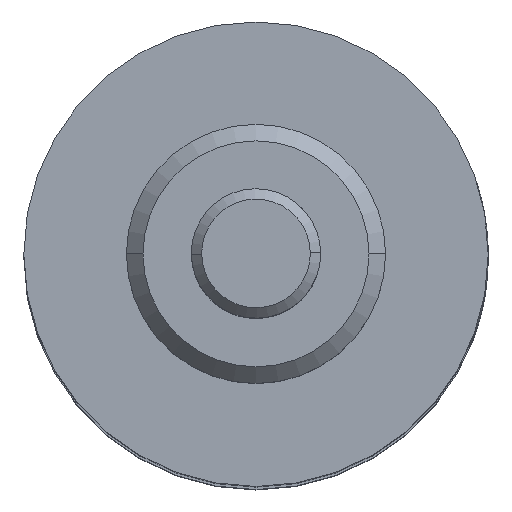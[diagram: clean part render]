
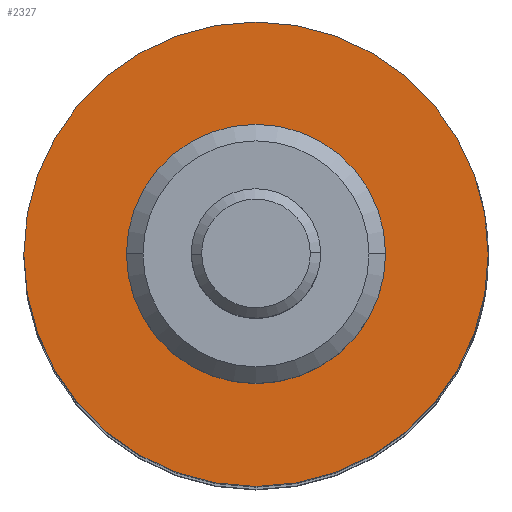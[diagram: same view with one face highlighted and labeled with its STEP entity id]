
A CAD part, top view. The second image highlights one B-rep face of the part: STEP entity #2327.
In plain terms, the highlighted face is planar.
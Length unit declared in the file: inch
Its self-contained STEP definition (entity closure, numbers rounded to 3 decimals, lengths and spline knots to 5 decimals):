
#62 = CIRCLE ( 'NONE', #2699, 0.56 ) ;
#195 = ORIENTED_EDGE ( 'NONE', *, *, #1395, .F. ) ;
#308 = VERTEX_POINT ( 'NONE', #1741 ) ;
#357 = AXIS2_PLACEMENT_3D ( 'NONE', #1991, #622, #2229 ) ;
#404 = DIRECTION ( 'NONE',  ( -1., 0., 0. ) ) ;
#406 = AXIS2_PLACEMENT_3D ( 'NONE', #2284, #906, #2518 ) ;
#547 = EDGE_CURVE ( 'NONE', #815, #962, #2075, .T. ) ;
#622 = DIRECTION ( 'NONE',  ( -1., 0., 0. ) ) ;
#635 = FACE_OUTER_BOUND ( 'NONE', #1909, .T. ) ;
#718 = PLANE ( 'NONE',  #2161 ) ;
#736 = EDGE_CURVE ( 'NONE', #1553, #308, #62, .T. ) ;
#745 = CARTESIAN_POINT ( 'NONE',  ( 0.62, 0., 0. ) ) ;
#786 = ORIENTED_EDGE ( 'NONE', *, *, #2662, .T. ) ;
#815 = VERTEX_POINT ( 'NONE', #1697 ) ;
#906 = DIRECTION ( 'NONE',  ( -1., 0., 0. ) ) ;
#951 = DIRECTION ( 'NONE',  ( 1., 0., 0. ) ) ;
#962 = VERTEX_POINT ( 'NONE', #1298 ) ;
#979 = DIRECTION ( 'NONE',  ( 0., 0., 1. ) ) ;
#1110 = CIRCLE ( 'NONE', #2166, 0.31125 ) ;
#1181 = FACE_BOUND ( 'NONE', #2684, .T. ) ;
#1298 = CARTESIAN_POINT ( 'NONE',  ( 0.62, 0., -0.31125 ) ) ;
#1313 = ORIENTED_EDGE ( 'NONE', *, *, #736, .T. ) ;
#1395 = EDGE_CURVE ( 'NONE', #962, #815, #1110, .T. ) ;
#1553 = VERTEX_POINT ( 'NONE', #2505 ) ;
#1697 = CARTESIAN_POINT ( 'NONE',  ( 0.62, 0., 0.31125 ) ) ;
#1741 = CARTESIAN_POINT ( 'NONE',  ( 0.62, 0., -0.56 ) ) ;
#1766 = ORIENTED_EDGE ( 'NONE', *, *, #547, .F. ) ;
#1776 = CARTESIAN_POINT ( 'NONE',  ( 0.62, 0., 0. ) ) ;
#1867 = CARTESIAN_POINT ( 'NONE',  ( 0.62, 0.56, 0. ) ) ;
#1909 = EDGE_LOOP ( 'NONE', ( #1313, #786 ) ) ;
#1991 = CARTESIAN_POINT ( 'NONE',  ( 0.62, 0., 0. ) ) ;
#2002 = DIRECTION ( 'NONE',  ( 0., 0., 1. ) ) ;
#2075 = CIRCLE ( 'NONE', #406, 0.31125 ) ;
#2161 = AXIS2_PLACEMENT_3D ( 'NONE', #1867, #951, #2560 ) ;
#2166 = AXIS2_PLACEMENT_3D ( 'NONE', #1776, #404, #2002 ) ;
#2229 = DIRECTION ( 'NONE',  ( 0., 0., 1. ) ) ;
#2284 = CARTESIAN_POINT ( 'NONE',  ( 0.62, 0., 0. ) ) ;
#2327 = ADVANCED_FACE ( 'NONE', ( #1181, #635 ), #718, .F. ) ;
#2351 = DIRECTION ( 'NONE',  ( -1., 0., 0. ) ) ;
#2505 = CARTESIAN_POINT ( 'NONE',  ( 0.62, 0., 0.56 ) ) ;
#2518 = DIRECTION ( 'NONE',  ( 0., 0., 1. ) ) ;
#2555 = CIRCLE ( 'NONE', #357, 0.56 ) ;
#2560 = DIRECTION ( 'NONE',  ( 0., 0., -1. ) ) ;
#2662 = EDGE_CURVE ( 'NONE', #308, #1553, #2555, .T. ) ;
#2684 = EDGE_LOOP ( 'NONE', ( #1766, #195 ) ) ;
#2699 = AXIS2_PLACEMENT_3D ( 'NONE', #745, #2351, #979 ) ;
